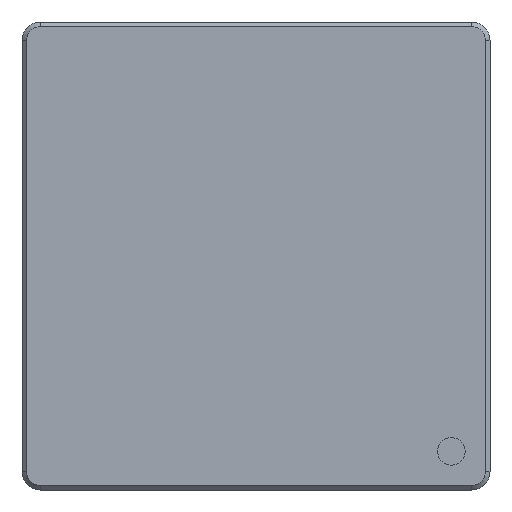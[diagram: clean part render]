
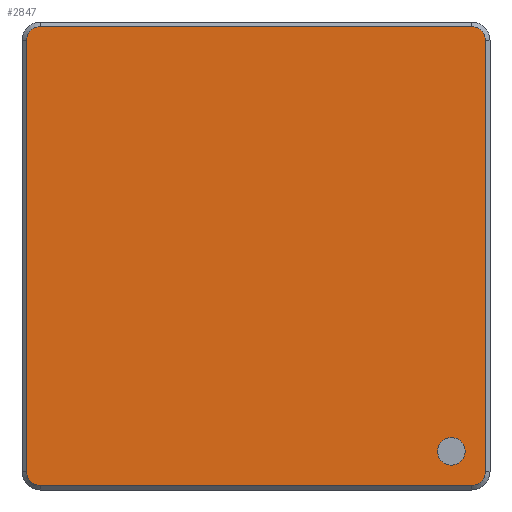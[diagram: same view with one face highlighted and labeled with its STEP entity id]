
A CAD part, front view. The second image highlights one B-rep face of the part: STEP entity #2847.
In plain terms, the highlighted planar face has unit normal (0, -1, 0).
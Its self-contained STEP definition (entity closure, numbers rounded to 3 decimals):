
#10 = EDGE_CURVE ( 'NONE', #1748, #3883, #1999, .T. ) ;
#78 = CARTESIAN_POINT ( 'NONE',  ( 11.7, -23.75, -12.45 ) ) ;
#188 = CARTESIAN_POINT ( 'NONE',  ( 0., -23.75, 0. ) ) ;
#200 = DIRECTION ( 'NONE',  ( 0., -1., 0. ) ) ;
#244 = CARTESIAN_POINT ( 'NONE',  ( 12.45, -23.75, 11.7 ) ) ;
#279 = CARTESIAN_POINT ( 'NONE',  ( -11.7, -23.75, 12.45 ) ) ;
#282 = DIRECTION ( 'NONE',  ( 0., -1., 0. ) ) ;
#308 = CIRCLE ( 'NONE', #3739, 0.75 ) ;
#441 = EDGE_CURVE ( 'NONE', #2628, #3713, #1322, .T. ) ;
#503 = FACE_BOUND ( 'NONE', #1779, .T. ) ;
#510 = CIRCLE ( 'NONE', #2368, 0.75 ) ;
#521 = VERTEX_POINT ( 'NONE', #2399 ) ;
#525 = DIRECTION ( 'NONE',  ( 0., 0., 1. ) ) ;
#566 = ORIENTED_EDGE ( 'NONE', *, *, #2377, .F. ) ;
#573 = DIRECTION ( 'NONE',  ( 0., -1., 0. ) ) ;
#662 = ORIENTED_EDGE ( 'NONE', *, *, #441, .T. ) ;
#679 = ORIENTED_EDGE ( 'NONE', *, *, #3773, .T. ) ;
#694 = CARTESIAN_POINT ( 'NONE',  ( -11.7, -23.75, 11.7 ) ) ;
#704 = CARTESIAN_POINT ( 'NONE',  ( 10.6, -23.75, -11.35 ) ) ;
#720 = CIRCLE ( 'NONE', #1258, 0.75 ) ;
#823 = DIRECTION ( 'NONE',  ( 0., 0., 1. ) ) ;
#844 = DIRECTION ( 'NONE',  ( 0., -1., 0. ) ) ;
#878 = CARTESIAN_POINT ( 'NONE',  ( 12.45, -23.75, 11.7 ) ) ;
#895 = AXIS2_PLACEMENT_3D ( 'NONE', #1796, #844, #525 ) ;
#951 = LINE ( 'NONE', #878, #2957 ) ;
#1062 = DIRECTION ( 'NONE',  ( 0., -1., 0. ) ) ;
#1198 = CARTESIAN_POINT ( 'NONE',  ( -11.7, -23.75, 12.45 ) ) ;
#1258 = AXIS2_PLACEMENT_3D ( 'NONE', #3023, #1062, #1400 ) ;
#1322 = LINE ( 'NONE', #3942, #2140 ) ;
#1400 = DIRECTION ( 'NONE',  ( 0., 0., 1. ) ) ;
#1638 = VERTEX_POINT ( 'NONE', #2367 ) ;
#1717 = CARTESIAN_POINT ( 'NONE',  ( -12.45, -23.75, 11.7 ) ) ;
#1748 = VERTEX_POINT ( 'NONE', #244 ) ;
#1779 = EDGE_LOOP ( 'NONE', ( #2895, #566 ) ) ;
#1796 = CARTESIAN_POINT ( 'NONE',  ( 11.7, -23.75, 11.7 ) ) ;
#1798 = CARTESIAN_POINT ( 'NONE',  ( 11.7, -23.75, 12.45 ) ) ;
#1846 = ORIENTED_EDGE ( 'NONE', *, *, #10, .T. ) ;
#1869 = CARTESIAN_POINT ( 'NONE',  ( 10.6, -23.75, -10.6 ) ) ;
#1927 = ORIENTED_EDGE ( 'NONE', *, *, #3409, .T. ) ;
#1982 = FACE_OUTER_BOUND ( 'NONE', #2531, .T. ) ;
#1986 = AXIS2_PLACEMENT_3D ( 'NONE', #2155, #2516, #2793 ) ;
#1999 = CIRCLE ( 'NONE', #895, 0.75 ) ;
#2076 = VERTEX_POINT ( 'NONE', #1717 ) ;
#2140 = VECTOR ( 'NONE', #3957, 1000. ) ;
#2155 = CARTESIAN_POINT ( 'NONE',  ( 10.6, -23.75, -10.6 ) ) ;
#2200 = DIRECTION ( 'NONE',  ( 0., 0., 1. ) ) ;
#2206 = EDGE_CURVE ( 'NONE', #521, #2628, #308, .T. ) ;
#2229 = VERTEX_POINT ( 'NONE', #3154 ) ;
#2245 = DIRECTION ( 'NONE',  ( -1., 0., 0. ) ) ;
#2367 = CARTESIAN_POINT ( 'NONE',  ( 10.6, -23.75, -9.85 ) ) ;
#2368 = AXIS2_PLACEMENT_3D ( 'NONE', #1869, #282, #2200 ) ;
#2374 = CIRCLE ( 'NONE', #3605, 0.75 ) ;
#2377 = EDGE_CURVE ( 'NONE', #3630, #1638, #510, .T. ) ;
#2399 = CARTESIAN_POINT ( 'NONE',  ( -12.45, -23.75, -11.7 ) ) ;
#2448 = PLANE ( 'NONE',  #3555 ) ;
#2478 = ORIENTED_EDGE ( 'NONE', *, *, #2713, .T. ) ;
#2516 = DIRECTION ( 'NONE',  ( 0., -1., 0. ) ) ;
#2531 = EDGE_LOOP ( 'NONE', ( #679, #2478, #1846, #3334, #3839, #1927, #3039, #662 ) ) ;
#2548 = EDGE_CURVE ( 'NONE', #1638, #3630, #3098, .T. ) ;
#2560 = DIRECTION ( 'NONE',  ( 0., 0., 1. ) ) ;
#2628 = VERTEX_POINT ( 'NONE', #2809 ) ;
#2645 = VECTOR ( 'NONE', #2245, 1000. ) ;
#2691 = EDGE_CURVE ( 'NONE', #3883, #4012, #3495, .T. ) ;
#2692 = DIRECTION ( 'NONE',  ( 0., -1., 0. ) ) ;
#2713 = EDGE_CURVE ( 'NONE', #2229, #1748, #951, .T. ) ;
#2716 = CARTESIAN_POINT ( 'NONE',  ( -12.45, -23.75, -11.7 ) ) ;
#2793 = DIRECTION ( 'NONE',  ( 0., 0., 1. ) ) ;
#2809 = CARTESIAN_POINT ( 'NONE',  ( -11.7, -23.75, -12.45 ) ) ;
#2847 = ADVANCED_FACE ( 'NONE', ( #503, #1982 ), #2448, .T. ) ;
#2895 = ORIENTED_EDGE ( 'NONE', *, *, #2548, .F. ) ;
#2957 = VECTOR ( 'NONE', #3165, 1000. ) ;
#3023 = CARTESIAN_POINT ( 'NONE',  ( 11.7, -23.75, -11.7 ) ) ;
#3029 = LINE ( 'NONE', #2716, #3124 ) ;
#3039 = ORIENTED_EDGE ( 'NONE', *, *, #2206, .T. ) ;
#3098 = CIRCLE ( 'NONE', #1986, 0.75 ) ;
#3124 = VECTOR ( 'NONE', #3496, 1000. ) ;
#3154 = CARTESIAN_POINT ( 'NONE',  ( 12.45, -23.75, -11.7 ) ) ;
#3165 = DIRECTION ( 'NONE',  ( 0., 0., 1. ) ) ;
#3295 = EDGE_CURVE ( 'NONE', #4012, #2076, #2374, .T. ) ;
#3317 = DIRECTION ( 'NONE',  ( 0., 0., 1. ) ) ;
#3334 = ORIENTED_EDGE ( 'NONE', *, *, #2691, .T. ) ;
#3409 = EDGE_CURVE ( 'NONE', #2076, #521, #3029, .T. ) ;
#3495 = LINE ( 'NONE', #279, #2645 ) ;
#3496 = DIRECTION ( 'NONE',  ( 0., 0., -1. ) ) ;
#3555 = AXIS2_PLACEMENT_3D ( 'NONE', #188, #200, #823 ) ;
#3605 = AXIS2_PLACEMENT_3D ( 'NONE', #694, #2692, #3317 ) ;
#3630 = VERTEX_POINT ( 'NONE', #704 ) ;
#3713 = VERTEX_POINT ( 'NONE', #78 ) ;
#3739 = AXIS2_PLACEMENT_3D ( 'NONE', #3794, #573, #2560 ) ;
#3773 = EDGE_CURVE ( 'NONE', #3713, #2229, #720, .T. ) ;
#3794 = CARTESIAN_POINT ( 'NONE',  ( -11.7, -23.75, -11.7 ) ) ;
#3839 = ORIENTED_EDGE ( 'NONE', *, *, #3295, .T. ) ;
#3883 = VERTEX_POINT ( 'NONE', #1798 ) ;
#3942 = CARTESIAN_POINT ( 'NONE',  ( 11.7, -23.75, -12.45 ) ) ;
#3957 = DIRECTION ( 'NONE',  ( 1., 0., 0. ) ) ;
#4012 = VERTEX_POINT ( 'NONE', #1198 ) ;
